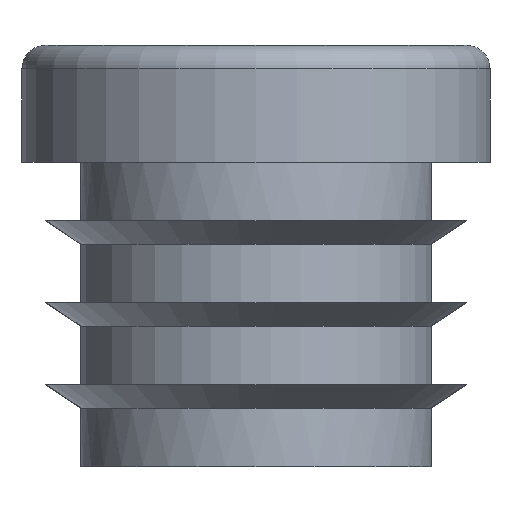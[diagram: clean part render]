
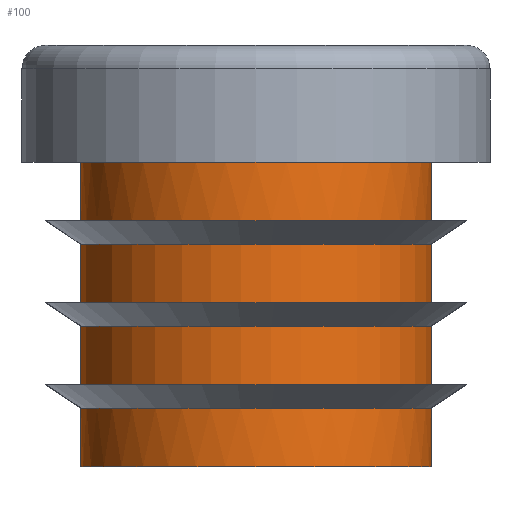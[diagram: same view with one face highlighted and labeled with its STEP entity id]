
A CAD part, left-side view. The second image highlights one B-rep face of the part: STEP entity #100.
In plain terms, the highlighted cylindrical face has radius 7.5 mm (diameter 15 mm), a partial arc.
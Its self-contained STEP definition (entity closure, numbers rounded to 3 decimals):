
#100 = ADVANCED_FACE( '', ( #257, #258, #259, #260 ), #261, .T. );
#257 = FACE_BOUND( '', #482, .T. );
#258 = FACE_OUTER_BOUND( '', #483, .T. );
#259 = FACE_BOUND( '', #484, .T. );
#260 = FACE_BOUND( '', #485, .T. );
#261 = CYLINDRICAL_SURFACE( '', #486, 7.5 );
#482 = EDGE_LOOP( '', ( #719, #720, #721, #722 ) );
#483 = EDGE_LOOP( '', ( #723, #724, #725, #726 ) );
#484 = EDGE_LOOP( '', ( #727, #728, #729, #730 ) );
#485 = EDGE_LOOP( '', ( #731, #732, #733, #734 ) );
#486 = AXIS2_PLACEMENT_3D( '', #735, #736, #737 );
#719 = ORIENTED_EDGE( '', *, *, #1283, .T. );
#720 = ORIENTED_EDGE( '', *, *, #1284, .T. );
#721 = ORIENTED_EDGE( '', *, *, #1285, .F. );
#722 = ORIENTED_EDGE( '', *, *, #1286, .F. );
#723 = ORIENTED_EDGE( '', *, *, #1287, .T. );
#724 = ORIENTED_EDGE( '', *, *, #1288, .F. );
#725 = ORIENTED_EDGE( '', *, *, #1289, .F. );
#726 = ORIENTED_EDGE( '', *, *, #1290, .T. );
#727 = ORIENTED_EDGE( '', *, *, #1291, .T. );
#728 = ORIENTED_EDGE( '', *, *, #1292, .T. );
#729 = ORIENTED_EDGE( '', *, *, #1293, .F. );
#730 = ORIENTED_EDGE( '', *, *, #1294, .F. );
#731 = ORIENTED_EDGE( '', *, *, #1267, .T. );
#732 = ORIENTED_EDGE( '', *, *, #1295, .T. );
#733 = ORIENTED_EDGE( '', *, *, #1296, .F. );
#734 = ORIENTED_EDGE( '', *, *, #1297, .F. );
#735 = CARTESIAN_POINT( '', ( -20., 0., 13. ) );
#736 = DIRECTION( '', ( 0., 0., 1. ) );
#737 = DIRECTION( '', ( -1., 0., 0. ) );
#1267 = EDGE_CURVE( '', #1486, #1488, #1490, .T. );
#1283 = EDGE_CURVE( '', #1517, #1518, #1519, .T. );
#1284 = EDGE_CURVE( '', #1518, #1520, #1521, .T. );
#1285 = EDGE_CURVE( '', #1522, #1520, #1523, .T. );
#1286 = EDGE_CURVE( '', #1517, #1522, #1524, .T. );
#1287 = EDGE_CURVE( '', #1525, #1526, #1527, .T. );
#1288 = EDGE_CURVE( '', #1528, #1526, #1529, .T. );
#1289 = EDGE_CURVE( '', #1530, #1528, #1531, .T. );
#1290 = EDGE_CURVE( '', #1530, #1525, #1532, .T. );
#1291 = EDGE_CURVE( '', #1533, #1534, #1535, .T. );
#1292 = EDGE_CURVE( '', #1534, #1536, #1537, .T. );
#1293 = EDGE_CURVE( '', #1538, #1536, #1539, .T. );
#1294 = EDGE_CURVE( '', #1533, #1538, #1540, .T. );
#1295 = EDGE_CURVE( '', #1488, #1541, #1542, .T. );
#1296 = EDGE_CURVE( '', #1543, #1541, #1544, .T. );
#1297 = EDGE_CURVE( '', #1486, #1543, #1545, .T. );
#1486 = VERTEX_POINT( '', #1806 );
#1488 = VERTEX_POINT( '', #1809 );
#1490 = LINE( '', #1812, #1813 );
#1517 = VERTEX_POINT( '', #1849 );
#1518 = VERTEX_POINT( '', #1850 );
#1519 = LINE( '', #1851, #1852 );
#1520 = VERTEX_POINT( '', #1853 );
#1521 = CIRCLE( '', #1854, 7.5 );
#1522 = VERTEX_POINT( '', #1855 );
#1523 = LINE( '', #1856, #1857 );
#1524 = CIRCLE( '', #1858, 7.5 );
#1525 = VERTEX_POINT( '', #1859 );
#1526 = VERTEX_POINT( '', #1860 );
#1527 = CIRCLE( '', #1861, 7.5 );
#1528 = VERTEX_POINT( '', #1862 );
#1529 = LINE( '', #1863, #1864 );
#1530 = VERTEX_POINT( '', #1865 );
#1531 = CIRCLE( '', #1866, 7.5 );
#1532 = LINE( '', #1867, #1868 );
#1533 = VERTEX_POINT( '', #1869 );
#1534 = VERTEX_POINT( '', #1870 );
#1535 = LINE( '', #1871, #1872 );
#1536 = VERTEX_POINT( '', #1873 );
#1537 = CIRCLE( '', #1874, 7.5 );
#1538 = VERTEX_POINT( '', #1875 );
#1539 = LINE( '', #1876, #1877 );
#1540 = CIRCLE( '', #1878, 7.5 );
#1541 = VERTEX_POINT( '', #1879 );
#1542 = CIRCLE( '', #1880, 7.5 );
#1543 = VERTEX_POINT( '', #1881 );
#1544 = LINE( '', #1882, #1883 );
#1545 = CIRCLE( '', #1884, 7.5 );
#1806 = CARTESIAN_POINT( '', ( -20.654, -7.471, 3.5 ) );
#1809 = CARTESIAN_POINT( '', ( -20.654, -7.471, 2.5 ) );
#1812 = CARTESIAN_POINT( '', ( -20.654, -7.471, 3.5 ) );
#1813 = VECTOR( '', #2242, 1000. );
#1849 = CARTESIAN_POINT( '', ( -20.654, -7.471, 7. ) );
#1850 = CARTESIAN_POINT( '', ( -20.654, -7.471, 6. ) );
#1851 = CARTESIAN_POINT( '', ( -20.654, -7.471, 7. ) );
#1852 = VECTOR( '', #2258, 1000. );
#1853 = CARTESIAN_POINT( '', ( -20.654, 7.471, 6. ) );
#1854 = AXIS2_PLACEMENT_3D( '', #2259, #2260, #2261 );
#1855 = CARTESIAN_POINT( '', ( -20.654, 7.471, 7. ) );
#1856 = CARTESIAN_POINT( '', ( -20.654, 7.471, 7. ) );
#1857 = VECTOR( '', #2262, 1000. );
#1858 = AXIS2_PLACEMENT_3D( '', #2263, #2264, #2265 );
#1859 = CARTESIAN_POINT( '', ( -20., 7.5, 0. ) );
#1860 = CARTESIAN_POINT( '', ( -20., -7.5, 0. ) );
#1861 = AXIS2_PLACEMENT_3D( '', #2266, #2267, #2268 );
#1862 = CARTESIAN_POINT( '', ( -20., -7.5, 13. ) );
#1863 = CARTESIAN_POINT( '', ( -20., -7.5, 13. ) );
#1864 = VECTOR( '', #2269, 1000. );
#1865 = CARTESIAN_POINT( '', ( -20., 7.5, 13. ) );
#1866 = AXIS2_PLACEMENT_3D( '', #2270, #2271, #2272 );
#1867 = CARTESIAN_POINT( '', ( -20., 7.5, 13. ) );
#1868 = VECTOR( '', #2273, 1000. );
#1869 = CARTESIAN_POINT( '', ( -20.654, -7.471, 10.5 ) );
#1870 = CARTESIAN_POINT( '', ( -20.654, -7.471, 9.5 ) );
#1871 = CARTESIAN_POINT( '', ( -20.654, -7.471, 10.5 ) );
#1872 = VECTOR( '', #2274, 1000. );
#1873 = CARTESIAN_POINT( '', ( -20.654, 7.471, 9.5 ) );
#1874 = AXIS2_PLACEMENT_3D( '', #2275, #2276, #2277 );
#1875 = CARTESIAN_POINT( '', ( -20.654, 7.471, 10.5 ) );
#1876 = CARTESIAN_POINT( '', ( -20.654, 7.471, 10.5 ) );
#1877 = VECTOR( '', #2278, 1000. );
#1878 = AXIS2_PLACEMENT_3D( '', #2279, #2280, #2281 );
#1879 = CARTESIAN_POINT( '', ( -20.654, 7.471, 2.5 ) );
#1880 = AXIS2_PLACEMENT_3D( '', #2282, #2283, #2284 );
#1881 = CARTESIAN_POINT( '', ( -20.654, 7.471, 3.5 ) );
#1882 = CARTESIAN_POINT( '', ( -20.654, 7.471, 3.5 ) );
#1883 = VECTOR( '', #2285, 1000. );
#1884 = AXIS2_PLACEMENT_3D( '', #2286, #2287, #2288 );
#2242 = DIRECTION( '', ( 0., 0., -1. ) );
#2258 = DIRECTION( '', ( 0., 0., -1. ) );
#2259 = CARTESIAN_POINT( '', ( -20., 0., 6. ) );
#2260 = DIRECTION( '', ( 0., 0., -1. ) );
#2261 = DIRECTION( '', ( -1., 0., 0. ) );
#2262 = DIRECTION( '', ( 0., 0., -1. ) );
#2263 = CARTESIAN_POINT( '', ( -20., 0., 7. ) );
#2264 = DIRECTION( '', ( 0., 0., -1. ) );
#2265 = DIRECTION( '', ( -1., 0., 0. ) );
#2266 = CARTESIAN_POINT( '', ( -20., 0., 0. ) );
#2267 = DIRECTION( '', ( 0., 0., 1. ) );
#2268 = DIRECTION( '', ( 1., 0., 0. ) );
#2269 = DIRECTION( '', ( 0., 0., -1. ) );
#2270 = CARTESIAN_POINT( '', ( -20., 0., 13. ) );
#2271 = DIRECTION( '', ( 0., 0., 1. ) );
#2272 = DIRECTION( '', ( 1., 0., 0. ) );
#2273 = DIRECTION( '', ( 0., 0., -1. ) );
#2274 = DIRECTION( '', ( 0., 0., -1. ) );
#2275 = CARTESIAN_POINT( '', ( -20., 0., 9.5 ) );
#2276 = DIRECTION( '', ( 0., 0., -1. ) );
#2277 = DIRECTION( '', ( -1., 0., 0. ) );
#2278 = DIRECTION( '', ( 0., 0., -1. ) );
#2279 = CARTESIAN_POINT( '', ( -20., 0., 10.5 ) );
#2280 = DIRECTION( '', ( 0., 0., -1. ) );
#2281 = DIRECTION( '', ( -1., 0., 0. ) );
#2282 = CARTESIAN_POINT( '', ( -20., 0., 2.5 ) );
#2283 = DIRECTION( '', ( 0., 0., -1. ) );
#2284 = DIRECTION( '', ( -1., 0., 0. ) );
#2285 = DIRECTION( '', ( 0., 0., -1. ) );
#2286 = CARTESIAN_POINT( '', ( -20., 0., 3.5 ) );
#2287 = DIRECTION( '', ( 0., 0., -1. ) );
#2288 = DIRECTION( '', ( -1., 0., 0. ) );
